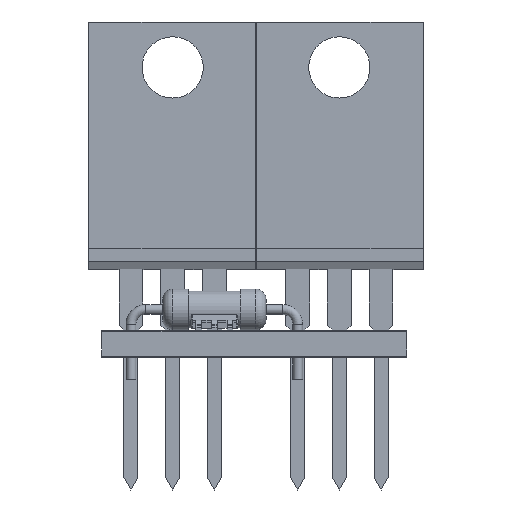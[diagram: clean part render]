
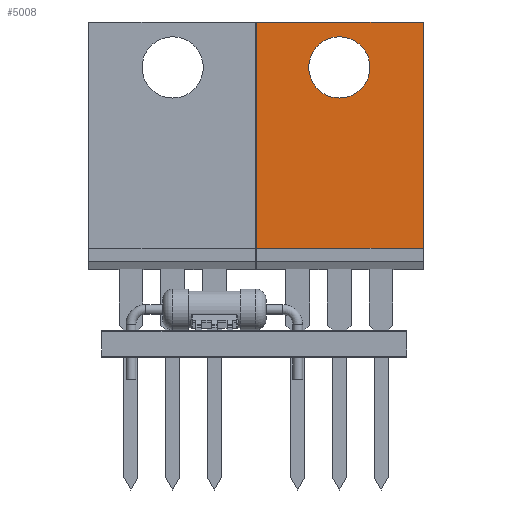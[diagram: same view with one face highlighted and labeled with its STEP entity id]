
A CAD part, front view. The second image highlights one B-rep face of the part: STEP entity #5008.
In plain terms, the highlighted face is planar.
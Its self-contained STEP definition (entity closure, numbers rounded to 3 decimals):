
#4453 = VERTEX_POINT('',#4454);
#4454 = CARTESIAN_POINT('',(-2.575,3.16,18.775));
#4460 = EDGE_CURVE('',#4461,#4453,#4463,.T.);
#4461 = VERTEX_POINT('',#4462);
#4462 = CARTESIAN_POINT('',(-2.575,3.16,5.));
#4463 = LINE('',#4464,#4465);
#4464 = CARTESIAN_POINT('',(-2.575,3.16,5.));
#4465 = VECTOR('',#4466,1.);
#4466 = DIRECTION('',(0.,0.,1.));
#4519 = VERTEX_POINT('',#4520);
#4520 = CARTESIAN_POINT('',(7.655,3.16,5.));
#4526 = EDGE_CURVE('',#4519,#4527,#4529,.T.);
#4527 = VERTEX_POINT('',#4528);
#4528 = CARTESIAN_POINT('',(7.655,3.16,18.775));
#4529 = LINE('',#4530,#4531);
#4530 = CARTESIAN_POINT('',(7.655,3.16,5.));
#4531 = VECTOR('',#4532,1.);
#4532 = DIRECTION('',(0.,0.,1.));
#4551 = EDGE_CURVE('',#4461,#4519,#4552,.T.);
#4552 = LINE('',#4553,#4554);
#4553 = CARTESIAN_POINT('',(-2.575,3.16,5.));
#4554 = VECTOR('',#4555,1.);
#4555 = DIRECTION('',(1.,0.,0.));
#5008 = ADVANCED_FACE('',(#5009,#5020),#5031,.T.);
#5009 = FACE_BOUND('',#5010,.T.);
#5010 = EDGE_LOOP('',(#5011,#5012,#5018,#5019));
#5011 = ORIENTED_EDGE('',*,*,#4460,.T.);
#5012 = ORIENTED_EDGE('',*,*,#5013,.T.);
#5013 = EDGE_CURVE('',#4453,#4527,#5014,.T.);
#5014 = LINE('',#5015,#5016);
#5015 = CARTESIAN_POINT('',(-2.575,3.16,18.775));
#5016 = VECTOR('',#5017,1.);
#5017 = DIRECTION('',(1.,0.,0.));
#5018 = ORIENTED_EDGE('',*,*,#4526,.F.);
#5019 = ORIENTED_EDGE('',*,*,#4551,.F.);
#5020 = FACE_BOUND('',#5021,.T.);
#5021 = EDGE_LOOP('',(#5022));
#5022 = ORIENTED_EDGE('',*,*,#5023,.T.);
#5023 = EDGE_CURVE('',#5024,#5024,#5026,.T.);
#5024 = VERTEX_POINT('',#5025);
#5025 = CARTESIAN_POINT('',(4.408,3.16,16.005));
#5026 = CIRCLE('',#5027,1.868);
#5027 = AXIS2_PLACEMENT_3D('',#5028,#5029,#5030);
#5028 = CARTESIAN_POINT('',(2.54,3.16,16.005));
#5029 = DIRECTION('',(0.,-1.,0.));
#5030 = DIRECTION('',(1.,0.,0.));
#5031 = PLANE('',#5032);
#5032 = AXIS2_PLACEMENT_3D('',#5033,#5034,#5035);
#5033 = CARTESIAN_POINT('',(-2.575,3.16,5.));
#5034 = DIRECTION('',(0.,1.,0.));
#5035 = DIRECTION('',(1.,0.,0.));
